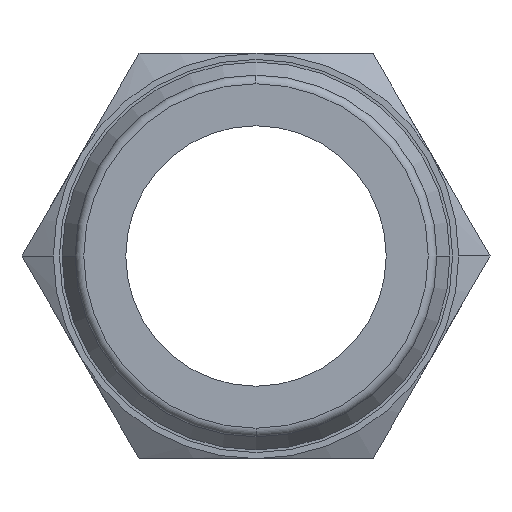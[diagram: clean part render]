
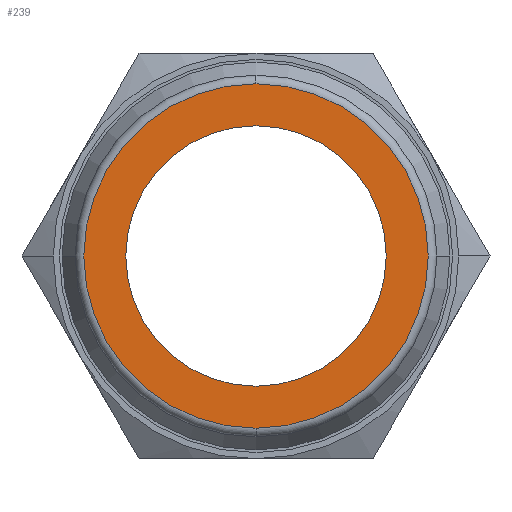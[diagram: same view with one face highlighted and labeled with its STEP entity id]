
A CAD part, front view. The second image highlights one B-rep face of the part: STEP entity #239.
In plain terms, the highlighted planar face has unit normal (0, -1, 0).
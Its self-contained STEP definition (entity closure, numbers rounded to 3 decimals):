
#239=ADVANCED_FACE('',(#503,#504),#505,.T.);
#503=FACE_BOUND('',#788,.T.);
#504=FACE_OUTER_BOUND('',#789,.T.);
#505=PLANE('',#790);
#788=EDGE_LOOP('',(#1382,#1383));
#789=EDGE_LOOP('',(#1384,#1385,#1386));
#790=AXIS2_PLACEMENT_3D('',#1387,#1388,#1389);
#1382=ORIENTED_EDGE('',*,*,#1771,.T.);
#1383=ORIENTED_EDGE('',*,*,#1738,.T.);
#1384=ORIENTED_EDGE('',*,*,#1851,.F.);
#1385=ORIENTED_EDGE('',*,*,#1850,.F.);
#1386=ORIENTED_EDGE('',*,*,#1628,.F.);
#1387=CARTESIAN_POINT('',(2.975,0.0,0.0));
#1388=DIRECTION('',(-0.0,-1.0,-0.0));
#1389=DIRECTION('',(-1.0,0.0,0.0));
#1628=EDGE_CURVE('',#1914,#1907,#1916,.T.);
#1738=EDGE_CURVE('',#2089,#2091,#2093,.T.);
#1771=EDGE_CURVE('',#2091,#2089,#2137,.T.);
#1850=EDGE_CURVE('',#1907,#2232,#2233,.T.);
#1851=EDGE_CURVE('',#2232,#1914,#2234,.T.);
#1907=VERTEX_POINT('',#2312);
#1914=VERTEX_POINT('',#2319);
#1916=CIRCLE('',#2321,5.95);
#2089=VERTEX_POINT('',#2648);
#2091=VERTEX_POINT('',#2651);
#2093=CIRCLE('',#2654,4.5);
#2137=CIRCLE('',#2742,4.5);
#2232=VERTEX_POINT('',#2912);
#2233=CIRCLE('',#2913,5.95);
#2234=CIRCLE('',#2914,5.95);
#2312=CARTESIAN_POINT('',(0.,0.0,5.95));
#2319=CARTESIAN_POINT('',(0.,0.0,-5.95));
#2321=AXIS2_PLACEMENT_3D('',#3016,#3017,#3018);
#2648=CARTESIAN_POINT('',(4.5,0.0,0.));
#2651=CARTESIAN_POINT('',(-4.5,0.0,0.));
#2654=AXIS2_PLACEMENT_3D('',#3174,#3175,#3176);
#2742=AXIS2_PLACEMENT_3D('',#3215,#3216,#3217);
#2912=CARTESIAN_POINT('',(5.95,0.0,0.0));
#2913=AXIS2_PLACEMENT_3D('',#3313,#3314,#3315);
#2914=AXIS2_PLACEMENT_3D('',#3316,#3317,#3318);
#3016=CARTESIAN_POINT('',(0.0,0.0,0.0));
#3017=DIRECTION('',(-0.0,1.0,0.0));
#3018=DIRECTION('',(1.0,0.0,0.0));
#3174=CARTESIAN_POINT('',(0.0,0.0,0.0));
#3175=DIRECTION('',(-0.0,1.0,0.0));
#3176=DIRECTION('',(1.0,0.0,0.0));
#3215=CARTESIAN_POINT('',(0.0,0.0,0.0));
#3216=DIRECTION('',(-0.0,1.0,0.0));
#3217=DIRECTION('',(1.0,0.0,0.0));
#3313=CARTESIAN_POINT('',(0.0,0.0,0.0));
#3314=DIRECTION('',(-0.0,1.0,0.0));
#3315=DIRECTION('',(1.0,0.0,0.0));
#3316=CARTESIAN_POINT('',(0.0,0.0,0.0));
#3317=DIRECTION('',(-0.0,1.0,0.0));
#3318=DIRECTION('',(1.0,0.0,0.0));
